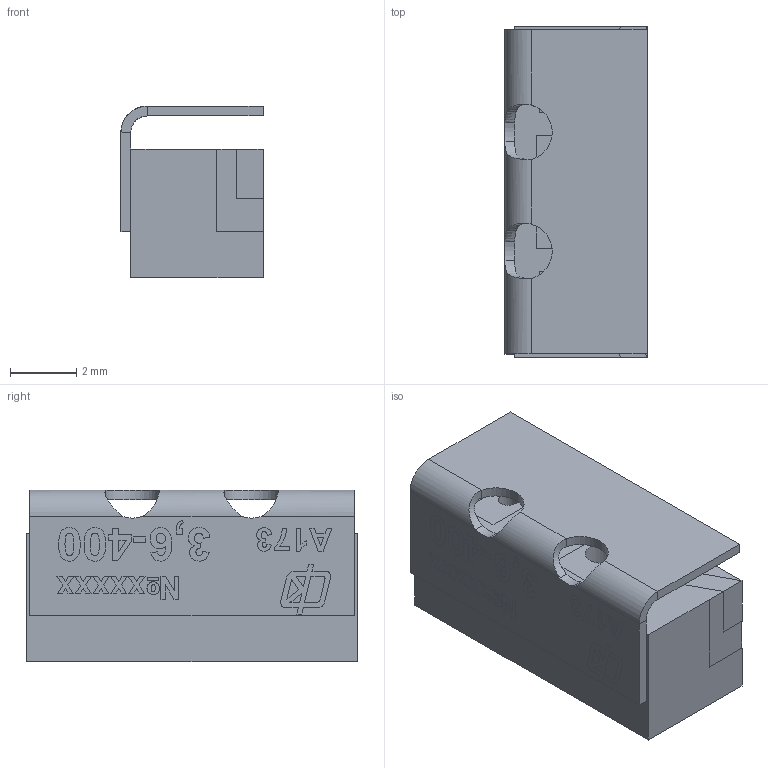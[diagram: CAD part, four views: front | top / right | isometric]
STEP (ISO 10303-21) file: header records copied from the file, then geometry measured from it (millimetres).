
FILE_DESCRIPTION(('STEP AP203'), '1');
FILE_NAME('ÍØÁÀ.434834.005-03.01_Ôèëüòð ÔÊÏ1-205-03-3,6-400', '', ('UNSPECIFIED'), ('UNSPECIFIED'), 'ASCON STEP Converter 1.6', 'ASCON Math Kernel', '');
FILE_SCHEMA(('CONFIG_CONTROL_DESIGN'));
Length unit declared in the file: millimetre
Products named in the file (1): НШБА.434834.005-03.01_Фильтр ФКП1-205-03-3,6-400
Bounding box: 4.3 x 10 x 5.2 mm (x, y, z)
Volume: 168.4 mm3; surface area: 327.2 mm2
Topology: 1 solids, 1 shells, 346 faces, 918 edges, 602 vertices
Faces by surface type: plane 242, bspline 84, cylinder 20
Full cylindrical faces by diameter (mm): 0.6 x2, 1 x2
Entity records: 21606 total; most frequent: CARTESIAN_POINT 10906, ORIENTED_EDGE 1828, DIRECTION 1229, EDGE_CURVE 914, LINE 639, VECTOR 639, VERTEX_POINT 602, EDGE_LOOP 390
